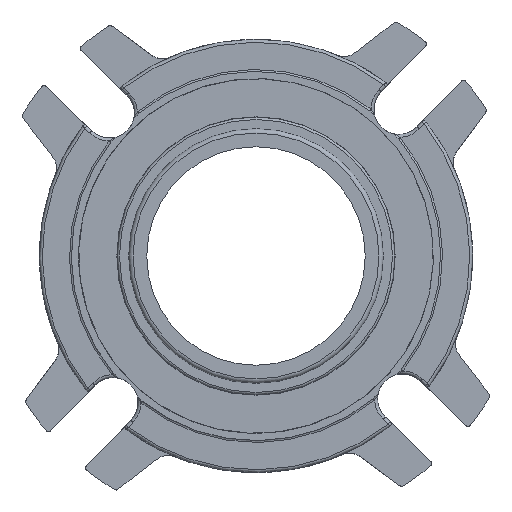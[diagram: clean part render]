
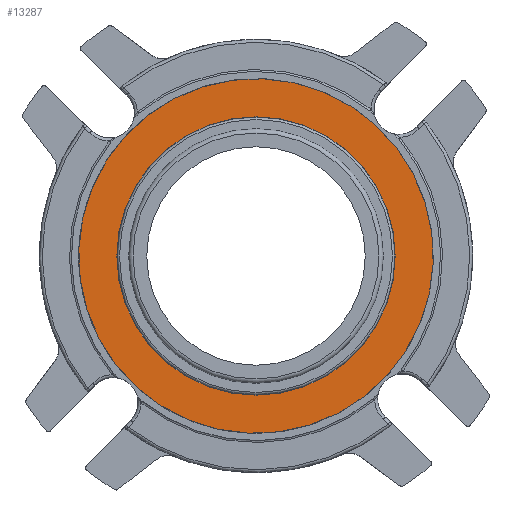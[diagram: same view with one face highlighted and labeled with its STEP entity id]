
A CAD part, left-side view. The second image highlights one B-rep face of the part: STEP entity #13287.
In plain terms, the highlighted planar face has unit normal (-1, 0, 0).
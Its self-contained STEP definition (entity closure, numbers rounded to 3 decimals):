
#1850=PLANE('',#14415);
#4611=ORIENTED_EDGE('',*,*,#6005,.T.);
#4612=ORIENTED_EDGE('',*,*,#5991,.T.);
#5991=EDGE_CURVE('',#6869,#6869,#7457,.T.);
#6005=EDGE_CURVE('',#6883,#6883,#7471,.T.);
#6869=VERTEX_POINT('',#21729);
#6883=VERTEX_POINT('',#21770);
#7457=CIRCLE('',#14387,61.851);
#7471=CIRCLE('',#14414,48.529);
#8111=EDGE_LOOP('',(#4611));
#8112=EDGE_LOOP('',(#4612));
#8760=FACE_BOUND('',#8111,.T.);
#8761=FACE_BOUND('',#8112,.T.);
#13287=ADVANCED_FACE('',(#8760,#8761),#1850,.F.);
#14387=AXIS2_PLACEMENT_3D('',#21728,#17119,#17120);
#14414=AXIS2_PLACEMENT_3D('',#21769,#17173,#17174);
#14415=AXIS2_PLACEMENT_3D('',#21771,#17175,#17176);
#17119=DIRECTION('',(-1.,0.,0.));
#17120=DIRECTION('',(0.,-0.674,0.738));
#17173=DIRECTION('',(1.,0.,0.));
#17174=DIRECTION('',(0.,0.,-1.));
#17175=DIRECTION('',(1.,0.,0.));
#17176=DIRECTION('',(0.,0.674,-0.738));
#21728=CARTESIAN_POINT('',(-26.67,0.,0.));
#21729=CARTESIAN_POINT('',(-26.67,-41.703,45.676));
#21769=CARTESIAN_POINT('',(-26.67,0.,0.));
#21770=CARTESIAN_POINT('',(-26.67,0.,-48.529));
#21771=CARTESIAN_POINT('',(-26.67,-41.703,45.676));
